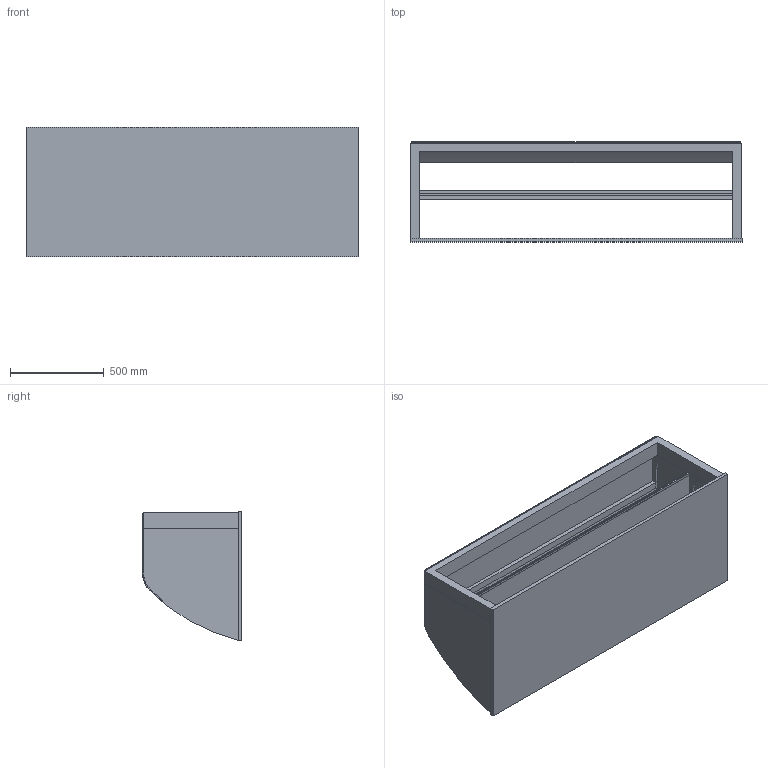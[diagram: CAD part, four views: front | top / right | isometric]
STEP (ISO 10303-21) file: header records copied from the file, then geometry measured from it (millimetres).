
FILE_DESCRIPTION(/* description */ ('Panoramaglasaufsatz ungekühlt'),/* implementation_level */ '2;1');
FILE_NAME(/* name */ '3D-AKE-00007681.stp',/* time_stamp */ '2023-05-26T09:15:57+02:00',/* author */ ('marina.schachner'),/* organization */ (''),/* preprocessor_version */ 'ST-DEVELOPER v18.1',/* originating_system */ 'Autodesk Inventor 2020',/* authorisation */ '');
FILE_SCHEMA (('AUTOMOTIVE_DESIGN { 1 0 10303 214 3 1 1 }'));
Length unit declared in the file: millimetre
Products named in the file (1): 3D-AKE-00007681
Bounding box: 1775 x 534 x 695 mm (x, y, z)
Volume: 49963132.7 mm3; surface area: 8266044 mm2
Topology: 16 solids, 16 shells, 151 faces, 354 edges, 236 vertices
Faces by surface type: plane 123, cylinder 28
Entity records: 4319 total; most frequent: CARTESIAN_POINT 742, DIRECTION 714, ORIENTED_EDGE 708, EDGE_CURVE 354, LINE 298, VECTOR 298, VERTEX_POINT 236, AXIS2_PLACEMENT_3D 208
